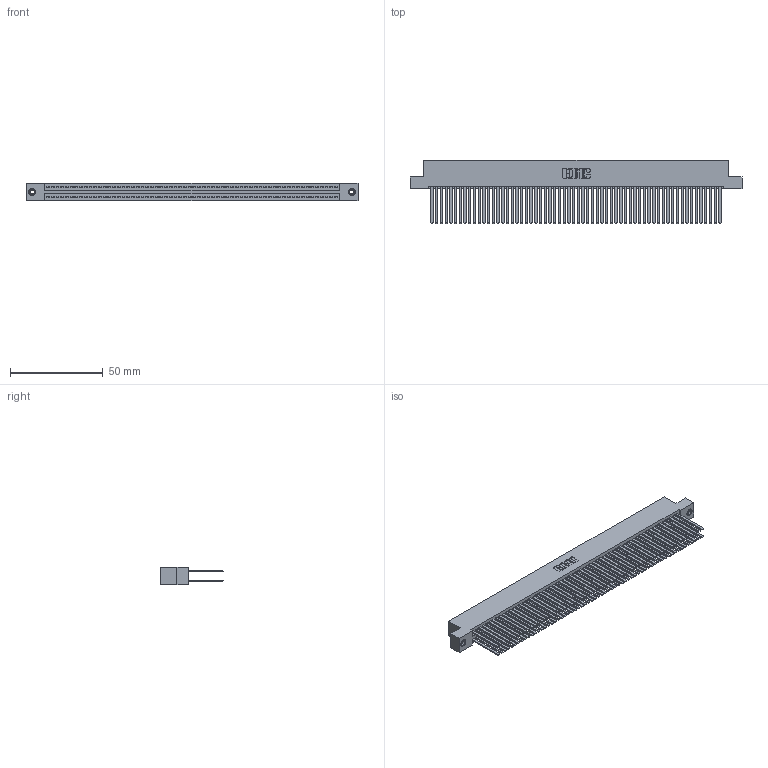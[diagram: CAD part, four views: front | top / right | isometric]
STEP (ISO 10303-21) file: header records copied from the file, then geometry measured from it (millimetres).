
FILE_DESCRIPTION (( 'STEP AP203' ), '1' );
FILE_NAME ('345-124-544-208.STEP', '2019-11-06T19:34:25', ( '' ), ( '' ), 'SwSTEP 2.0', 'SolidWorks 2016', '' );
FILE_SCHEMA (( 'CONFIG_CONTROL_DESIGN' ));
Length unit declared in the file: inch
Products named in the file (4): 345-250-001_345-250-003-102; 345-292-001_345-293-144; 345 Part_Flush Mounting Lugs - 0.156 Dia-TI; 345-124-544-208
Assembly tree (127 placements, depth 2):
  345-124-544-208
    345 Part_Flush Mounting Lugs - 0.156 Dia-TI
    345-292-001_345-293-144  x124
    345-250-001_345-250-003-102  x2
Bounding box: 178.69 x 33.96 x 9.4 mm (x, y, z)
Volume: 19275.4 mm3; surface area: 33987.7 mm2
Topology: 127 solids, 127 shells, 5642 faces, 16721 edges, 10974 vertices
Faces by surface type: plane 3708, cylinder 1918, cone 12, torus 4
Entity records: 46956 total; most frequent: CARTESIAN_POINT 7831, ORIENTED_EDGE 7758, DIRECTION 6905, EDGE_CURVE 3879, LINE 3483, VECTOR 3483, VERTEX_POINT 2580, AXIS2_PLACEMENT_3D 1711
